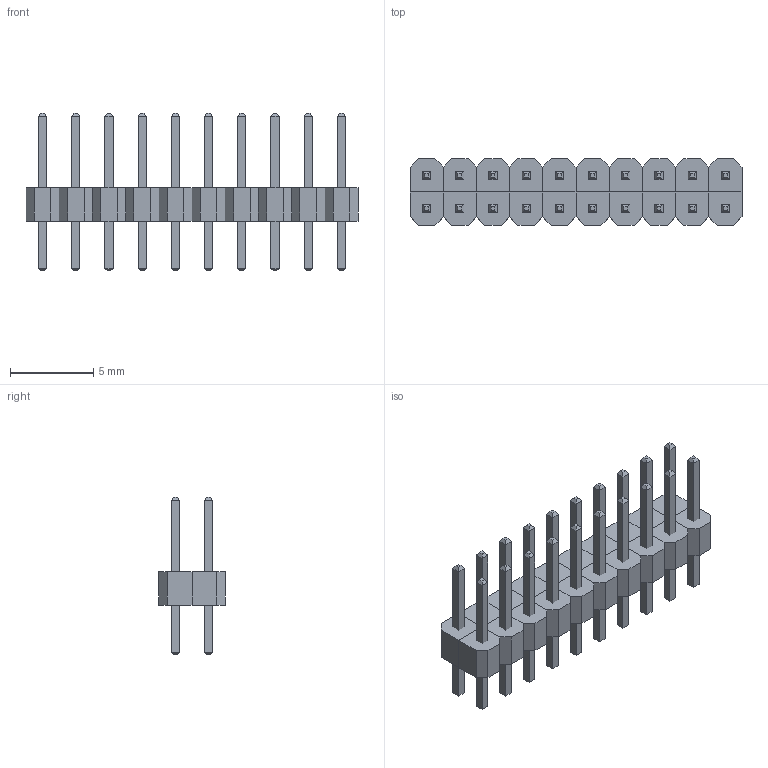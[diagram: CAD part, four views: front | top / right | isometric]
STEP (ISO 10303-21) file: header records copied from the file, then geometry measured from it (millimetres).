
FILE_DESCRIPTION (( 'STEP AP214' ), '1' );
FILE_NAME ('PLD2-2x10.STEP', '2022-09-08T04:32:07', ( '' ), ( '' ), 'SwSTEP 2.0', 'SolidWorks 2019', '' );
FILE_SCHEMA (( 'AUTOMOTIVE_DESIGN' ));
Length unit declared in the file: millimetre
Products named in the file (1): PLD2-2x10
Bounding box: 20 x 4 x 9.5 mm (x, y, z)
Volume: 196.6 mm3; surface area: 827 mm2
Topology: 40 solids, 40 shells, 440 faces, 920 edges, 560 vertices
Faces by surface type: plane 440
Entity records: 14709 total; most frequent: CARTESIAN_POINT 1921, ORIENTED_EDGE 1840, DIRECTION 1802, LINE 920, VECTOR 920, EDGE_CURVE 920, VERTEX_POINT 560, AXIS2_PLACEMENT_3D 441
